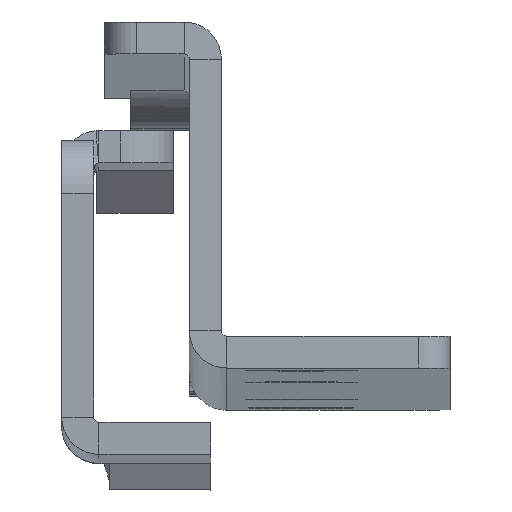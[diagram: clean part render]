
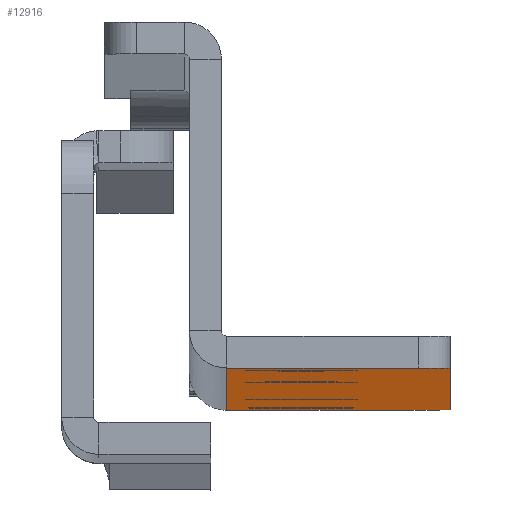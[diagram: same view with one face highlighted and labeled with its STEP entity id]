
A CAD part, top view. The second image highlights one B-rep face of the part: STEP entity #12916.
In plain terms, the highlighted face is planar.
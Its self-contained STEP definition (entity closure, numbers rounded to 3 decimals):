
#67 = AXIS2_PLACEMENT_3D ( 'NONE', #26672, #40081, #23384 ) ;
#90 = CIRCLE ( 'NONE', #24577, 5.25 ) ;
#315 = EDGE_LOOP ( 'NONE', ( #24186, #15495 ) ) ;
#2120 = ORIENTED_EDGE ( 'NONE', *, *, #8478, .T. ) ;
#2448 = AXIS2_PLACEMENT_3D ( 'NONE', #32146, #14802, #21802 ) ;
#2713 = CARTESIAN_POINT ( 'NONE',  ( 24.5, -9.5, 33.594 ) ) ;
#3221 = AXIS2_PLACEMENT_3D ( 'NONE', #11721, #20941, #18070 ) ;
#4016 = ORIENTED_EDGE ( 'NONE', *, *, #19793, .F. ) ;
#4466 = FACE_BOUND ( 'NONE', #30360, .T. ) ;
#5075 = CIRCLE ( 'NONE', #29615, 3. ) ;
#5544 = CARTESIAN_POINT ( 'NONE',  ( 15.75, -9.5, 56. ) ) ;
#5590 = CARTESIAN_POINT ( 'NONE',  ( 5.25, -9.5, 344. ) ) ;
#5936 = CIRCLE ( 'NONE', #2448, 5.25 ) ;
#6056 = ORIENTED_EDGE ( 'NONE', *, *, #26588, .T. ) ;
#6404 = EDGE_CURVE ( 'NONE', #25318, #13211, #34803, .T. ) ;
#6809 = CARTESIAN_POINT ( 'NONE',  ( 5.25, -9.5, 472. ) ) ;
#7057 = CARTESIAN_POINT ( 'NONE',  ( 24.486, -9.5, 497.314 ) ) ;
#7427 = VERTEX_POINT ( 'NONE', #20327 ) ;
#7632 = VECTOR ( 'NONE', #29904, 1000. ) ;
#7748 = DIRECTION ( 'NONE',  ( 0., 1., 0. ) ) ;
#8363 = DIRECTION ( 'NONE',  ( 1., 0., 0. ) ) ;
#8403 = CARTESIAN_POINT ( 'NONE',  ( 3.5, -9.5, 500. ) ) ;
#8478 = EDGE_CURVE ( 'NONE', #23449, #7427, #22101, .T. ) ;
#9130 = CIRCLE ( 'NONE', #67, 5. ) ;
#9560 = ORIENTED_EDGE ( 'NONE', *, *, #27225, .T. ) ;
#9677 = DIRECTION ( 'NONE',  ( -1., 0., 0. ) ) ;
#9954 = VECTOR ( 'NONE', #18104, 1000. ) ;
#10228 = CARTESIAN_POINT ( 'NONE',  ( 15.75, -9.5, 472. ) ) ;
#10687 = DIRECTION ( 'NONE',  ( 0., 1., 0. ) ) ;
#11018 = VERTEX_POINT ( 'NONE', #18927 ) ;
#11025 = VERTEX_POINT ( 'NONE', #5544 ) ;
#11220 = CARTESIAN_POINT ( 'NONE',  ( 24.5, -9.5, 500. ) ) ;
#11434 = DIRECTION ( 'NONE',  ( 0., 0., -1. ) ) ;
#11493 = EDGE_CURVE ( 'NONE', #11018, #35101, #15182, .T. ) ;
#11721 = CARTESIAN_POINT ( 'NONE',  ( 10.5, -9.5, 344. ) ) ;
#11768 = ORIENTED_EDGE ( 'NONE', *, *, #37264, .T. ) ;
#12364 = DIRECTION ( 'NONE',  ( 0., 1., 0. ) ) ;
#12405 = CARTESIAN_POINT ( 'NONE',  ( 24.5, -9.5, 497.182 ) ) ;
#12916 = ADVANCED_FACE ( 'NONE', ( #21765, #4466, #25070, #14762, #41123 ), #27926, .F. ) ;
#13211 = VERTEX_POINT ( 'NONE', #7057 ) ;
#13619 = CARTESIAN_POINT ( 'NONE',  ( 3.5, -9.5, 500. ) ) ;
#13755 = CARTESIAN_POINT ( 'NONE',  ( 10.5, -9.5, 56. ) ) ;
#14240 = EDGE_CURVE ( 'NONE', #28131, #24171, #21074, .T. ) ;
#14462 = ORIENTED_EDGE ( 'NONE', *, *, #25718, .F. ) ;
#14762 = FACE_BOUND ( 'NONE', #42325, .T. ) ;
#14802 = DIRECTION ( 'NONE',  ( 0., 1., 0. ) ) ;
#14953 = VERTEX_POINT ( 'NONE', #18071 ) ;
#14992 = EDGE_CURVE ( 'NONE', #7427, #23449, #90, .T. ) ;
#15182 = CIRCLE ( 'NONE', #32744, 5.25 ) ;
#15495 = ORIENTED_EDGE ( 'NONE', *, *, #20688, .T. ) ;
#15691 = VECTOR ( 'NONE', #43410, 1000. ) ;
#16317 = CARTESIAN_POINT ( 'NONE',  ( 10.5, -9.5, 56. ) ) ;
#17644 = DIRECTION ( 'NONE',  ( 0., 1., 0. ) ) ;
#17787 = CARTESIAN_POINT ( 'NONE',  ( 24.5, -9.5, 500. ) ) ;
#18070 = DIRECTION ( 'NONE',  ( -1., 0., 0. ) ) ;
#18071 = CARTESIAN_POINT ( 'NONE',  ( 19.702, -9.5, 30. ) ) ;
#18104 = DIRECTION ( 'NONE',  ( -0.105, 0., 0.995 ) ) ;
#18116 = DIRECTION ( 'NONE',  ( 0., -1., 0. ) ) ;
#18179 = DIRECTION ( 'NONE',  ( -1., 0., 0. ) ) ;
#18890 = ORIENTED_EDGE ( 'NONE', *, *, #34600, .T. ) ;
#18927 = CARTESIAN_POINT ( 'NONE',  ( 15.75, -9.5, 152. ) ) ;
#18997 = CARTESIAN_POINT ( 'NONE',  ( 5.25, -9.5, 152. ) ) ;
#19411 = DIRECTION ( 'NONE',  ( 0., 0., 1. ) ) ;
#19793 = EDGE_CURVE ( 'NONE', #29511, #28131, #23308, .T. ) ;
#19938 = CARTESIAN_POINT ( 'NONE',  ( 24.486, -9.5, 497.314 ) ) ;
#20327 = CARTESIAN_POINT ( 'NONE',  ( 15.75, -9.5, 344. ) ) ;
#20688 = EDGE_CURVE ( 'NONE', #35101, #11018, #26602, .T. ) ;
#20941 = DIRECTION ( 'NONE',  ( 0., 1., 0. ) ) ;
#20942 = CARTESIAN_POINT ( 'NONE',  ( 10.5, -9.5, 344. ) ) ;
#21074 = LINE ( 'NONE', #17787, #41317 ) ;
#21125 = DIRECTION ( 'NONE',  ( 0., 0., -1. ) ) ;
#21226 = VECTOR ( 'NONE', #11434, 1000. ) ;
#21235 = EDGE_CURVE ( 'NONE', #14953, #35718, #9130, .T. ) ;
#21270 = DIRECTION ( 'NONE',  ( 0., 1., 0. ) ) ;
#21765 = FACE_BOUND ( 'NONE', #23112, .T. ) ;
#21802 = DIRECTION ( 'NONE',  ( -1., 0., 0. ) ) ;
#21972 = CARTESIAN_POINT ( 'NONE',  ( 3.5, -9.5, 30. ) ) ;
#22101 = CIRCLE ( 'NONE', #3221, 5.25 ) ;
#22130 = VERTEX_POINT ( 'NONE', #34629 ) ;
#22861 = EDGE_LOOP ( 'NONE', ( #4016, #6056, #36015, #14462, #27678, #29312, #35287 ) ) ;
#23042 = AXIS2_PLACEMENT_3D ( 'NONE', #37818, #7748, #21125 ) ;
#23112 = EDGE_LOOP ( 'NONE', ( #9560, #18890 ) ) ;
#23308 = LINE ( 'NONE', #13619, #7632 ) ;
#23384 = DIRECTION ( 'NONE',  ( 0., 0., 1. ) ) ;
#23449 = VERTEX_POINT ( 'NONE', #5590 ) ;
#24171 = VERTEX_POINT ( 'NONE', #24324 ) ;
#24186 = ORIENTED_EDGE ( 'NONE', *, *, #11493, .T. ) ;
#24324 = CARTESIAN_POINT ( 'NONE',  ( 21.502, -9.5, 500. ) ) ;
#24577 = AXIS2_PLACEMENT_3D ( 'NONE', #20942, #31489, #40516 ) ;
#25070 = FACE_BOUND ( 'NONE', #315, .T. ) ;
#25318 = VERTEX_POINT ( 'NONE', #12405 ) ;
#25718 = EDGE_CURVE ( 'NONE', #25318, #35718, #41288, .T. ) ;
#26588 = EDGE_CURVE ( 'NONE', #29511, #14953, #36392, .T. ) ;
#26602 = CIRCLE ( 'NONE', #32250, 5.25 ) ;
#26672 = CARTESIAN_POINT ( 'NONE',  ( 19.702, -9.5, 35. ) ) ;
#26782 = AXIS2_PLACEMENT_3D ( 'NONE', #37177, #21270, #18179 ) ;
#26877 = CARTESIAN_POINT ( 'NONE',  ( 10.5, -9.5, 152. ) ) ;
#27225 = EDGE_CURVE ( 'NONE', #34252, #40255, #5936, .T. ) ;
#27678 = ORIENTED_EDGE ( 'NONE', *, *, #6404, .T. ) ;
#27926 = PLANE ( 'NONE',  #23042 ) ;
#28131 = VERTEX_POINT ( 'NONE', #8403 ) ;
#29312 = ORIENTED_EDGE ( 'NONE', *, *, #41752, .T. ) ;
#29511 = VERTEX_POINT ( 'NONE', #21972 ) ;
#29615 = AXIS2_PLACEMENT_3D ( 'NONE', #34815, #18116, #19411 ) ;
#29904 = DIRECTION ( 'NONE',  ( 0., 0., 1. ) ) ;
#29916 = ORIENTED_EDGE ( 'NONE', *, *, #42655, .T. ) ;
#30360 = EDGE_LOOP ( 'NONE', ( #41537, #2120 ) ) ;
#30679 = DIRECTION ( 'NONE',  ( -1., 0., 0. ) ) ;
#30833 = DIRECTION ( 'NONE',  ( -1., 0., 0. ) ) ;
#31489 = DIRECTION ( 'NONE',  ( 0., 1., 0. ) ) ;
#32146 = CARTESIAN_POINT ( 'NONE',  ( 10.5, -9.5, 472. ) ) ;
#32250 = AXIS2_PLACEMENT_3D ( 'NONE', #26877, #17644, #30833 ) ;
#32512 = CIRCLE ( 'NONE', #39508, 5.25 ) ;
#32744 = AXIS2_PLACEMENT_3D ( 'NONE', #39958, #36440, #9677 ) ;
#33130 = CIRCLE ( 'NONE', #26782, 5.25 ) ;
#34252 = VERTEX_POINT ( 'NONE', #10228 ) ;
#34600 = EDGE_CURVE ( 'NONE', #40255, #34252, #33130, .T. ) ;
#34629 = CARTESIAN_POINT ( 'NONE',  ( 5.25, -9.5, 56. ) ) ;
#34803 = LINE ( 'NONE', #19938, #9954 ) ;
#34815 = CARTESIAN_POINT ( 'NONE',  ( 21.502, -9.5, 497. ) ) ;
#35101 = VERTEX_POINT ( 'NONE', #18997 ) ;
#35287 = ORIENTED_EDGE ( 'NONE', *, *, #14240, .F. ) ;
#35718 = VERTEX_POINT ( 'NONE', #2713 ) ;
#36015 = ORIENTED_EDGE ( 'NONE', *, *, #21235, .T. ) ;
#36392 = LINE ( 'NONE', #40138, #15691 ) ;
#36440 = DIRECTION ( 'NONE',  ( 0., 1., 0. ) ) ;
#37177 = CARTESIAN_POINT ( 'NONE',  ( 10.5, -9.5, 472. ) ) ;
#37264 = EDGE_CURVE ( 'NONE', #11025, #22130, #40379, .T. ) ;
#37818 = CARTESIAN_POINT ( 'NONE',  ( 24.5, -9.5, 500. ) ) ;
#38707 = DIRECTION ( 'NONE',  ( -1., 0., 0. ) ) ;
#39508 = AXIS2_PLACEMENT_3D ( 'NONE', #16317, #12364, #38707 ) ;
#39958 = CARTESIAN_POINT ( 'NONE',  ( 10.5, -9.5, 152. ) ) ;
#40081 = DIRECTION ( 'NONE',  ( 0., -1., 0. ) ) ;
#40138 = CARTESIAN_POINT ( 'NONE',  ( 24.5, -9.5, 30. ) ) ;
#40255 = VERTEX_POINT ( 'NONE', #6809 ) ;
#40379 = CIRCLE ( 'NONE', #42447, 5.25 ) ;
#40516 = DIRECTION ( 'NONE',  ( -1., 0., 0. ) ) ;
#41123 = FACE_OUTER_BOUND ( 'NONE', #22861, .T. ) ;
#41288 = LINE ( 'NONE', #11220, #21226 ) ;
#41317 = VECTOR ( 'NONE', #8363, 1000. ) ;
#41537 = ORIENTED_EDGE ( 'NONE', *, *, #14992, .T. ) ;
#41752 = EDGE_CURVE ( 'NONE', #13211, #24171, #5075, .T. ) ;
#42325 = EDGE_LOOP ( 'NONE', ( #11768, #29916 ) ) ;
#42447 = AXIS2_PLACEMENT_3D ( 'NONE', #13755, #10687, #30679 ) ;
#42655 = EDGE_CURVE ( 'NONE', #22130, #11025, #32512, .T. ) ;
#43410 = DIRECTION ( 'NONE',  ( 1., 0., 0. ) ) ;
